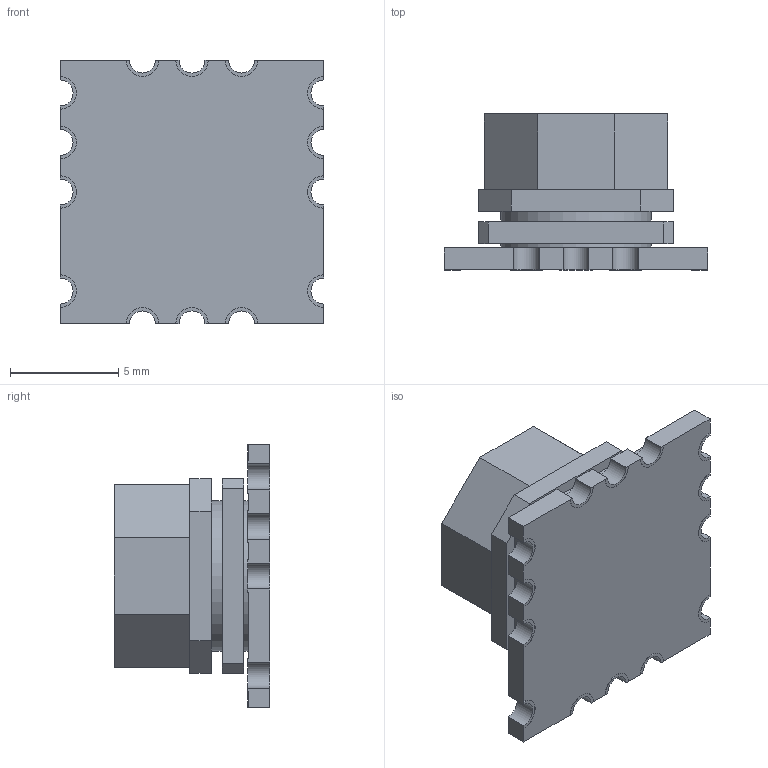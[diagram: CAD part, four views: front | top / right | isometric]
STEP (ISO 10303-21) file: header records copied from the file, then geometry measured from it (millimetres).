
FILE_DESCRIPTION(/* description */ (''),/* implementation_level */ '2;1');
FILE_NAME(/* name */ 'OKL-T6-W12C.step',/* time_stamp */ '2024-05-18T11:26:44+09:00',/* author */ (''),/* organization */ (''),/* preprocessor_version */ 'ST-DEVELOPER v20',/* originating_system */ 'Autodesk Translation Framework v12.20.1.177',/* authorisation */ '');
FILE_SCHEMA (('AUTOMOTIVE_DESIGN { 1 0 10303 214 3 1 1 }'));
Length unit declared in the file: millimetre
Products named in the file (1): OKL-T/6-W12N-C
Bounding box: 12.2 x 7.21 x 12.2 mm (x, y, z)
Volume: 518 mm3; surface area: 776.8 mm2
Topology: 1 solids, 1 shells, 125 faces, 348 edges, 232 vertices
Faces by surface type: plane 79, cylinder 46
Full cylindrical faces by diameter (mm): 6.945 x3, 7.619 x1
Entity records: 4150 total; most frequent: CARTESIAN_POINT 706, ORIENTED_EDGE 696, DIRECTION 692, EDGE_CURVE 348, LINE 256, VECTOR 256, VERTEX_POINT 232, AXIS2_PLACEMENT_3D 218
